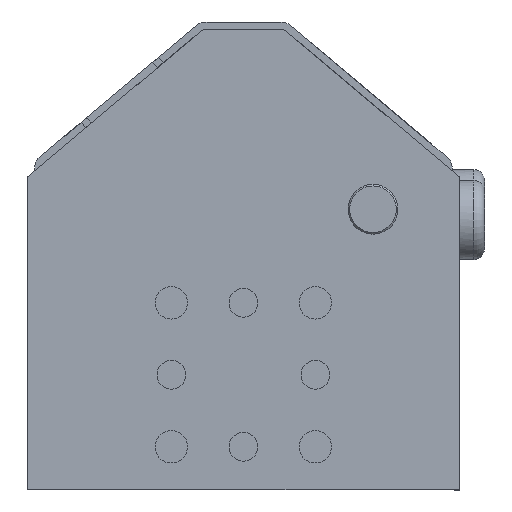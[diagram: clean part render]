
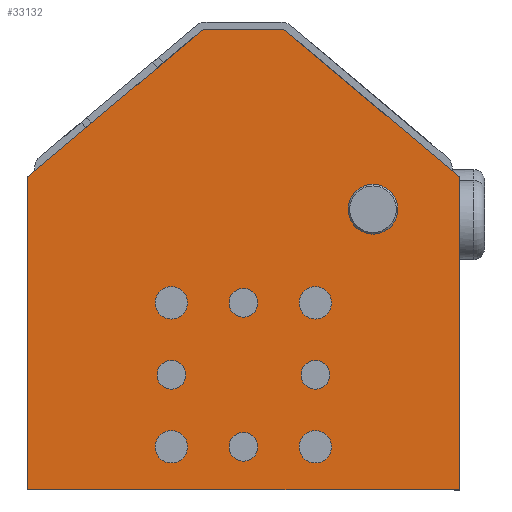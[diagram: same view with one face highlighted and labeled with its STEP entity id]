
A CAD part, left-side view. The second image highlights one B-rep face of the part: STEP entity #33132.
In plain terms, the highlighted face is planar.
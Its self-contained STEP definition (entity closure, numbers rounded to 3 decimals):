
#32330=CARTESIAN_POINT('',(140.,0.,27.));
#32331=VERTEX_POINT('',#32330);
#32332=CARTESIAN_POINT('',(140.,0.,25.));
#32333=DIRECTION('',(-1.0,0.0,0.0));
#32334=DIRECTION('',(0.0,0.0,-1.0));
#32335=AXIS2_PLACEMENT_3D('',#32332,#32333,#32334);
#32336=CIRCLE('',#32335,2.0);
#32337=EDGE_CURVE('',#32331,#32331,#32336,.T.);
#32358=CARTESIAN_POINT('',(140.,-10.,17.));
#32359=VERTEX_POINT('',#32358);
#32360=CARTESIAN_POINT('',(140.,-10.,15.));
#32361=DIRECTION('',(-1.0,0.0,0.0));
#32362=DIRECTION('',(0.0,0.0,-1.0));
#32363=AXIS2_PLACEMENT_3D('',#32360,#32361,#32362);
#32364=CIRCLE('',#32363,2.0);
#32365=EDGE_CURVE('',#32359,#32359,#32364,.T.);
#32386=CARTESIAN_POINT('',(140.,10.,17.));
#32387=VERTEX_POINT('',#32386);
#32388=CARTESIAN_POINT('',(140.,10.,15.));
#32389=DIRECTION('',(-1.0,0.0,0.0));
#32390=DIRECTION('',(0.0,0.0,-1.0));
#32391=AXIS2_PLACEMENT_3D('',#32388,#32389,#32390);
#32392=CIRCLE('',#32391,2.0);
#32393=EDGE_CURVE('',#32387,#32387,#32392,.T.);
#32414=CARTESIAN_POINT('',(140.,0.,7.));
#32415=VERTEX_POINT('',#32414);
#32416=CARTESIAN_POINT('',(140.,0.,5.));
#32417=DIRECTION('',(-1.0,0.0,0.0));
#32418=DIRECTION('',(0.0,0.0,-1.0));
#32419=AXIS2_PLACEMENT_3D('',#32416,#32417,#32418);
#32420=CIRCLE('',#32419,2.0);
#32421=EDGE_CURVE('',#32415,#32415,#32420,.T.);
#32490=CARTESIAN_POINT('',(140.,10.,7.25));
#32491=VERTEX_POINT('',#32490);
#32492=CARTESIAN_POINT('',(140.,10.,5.));
#32493=DIRECTION('',(-1.0,0.0,0.0));
#32494=DIRECTION('',(0.0,0.0,-1.0));
#32495=AXIS2_PLACEMENT_3D('',#32492,#32493,#32494);
#32496=CIRCLE('',#32495,2.25);
#32497=EDGE_CURVE('',#32491,#32491,#32496,.T.);
#32558=CARTESIAN_POINT('',(140.,-10.,27.25));
#32559=VERTEX_POINT('',#32558);
#32560=CARTESIAN_POINT('',(140.,-10.,25.));
#32561=DIRECTION('',(-1.0,0.0,0.0));
#32562=DIRECTION('',(0.0,0.0,-1.0));
#32563=AXIS2_PLACEMENT_3D('',#32560,#32561,#32562);
#32564=CIRCLE('',#32563,2.25);
#32565=EDGE_CURVE('',#32559,#32559,#32564,.T.);
#32626=CARTESIAN_POINT('',(140.,-10.,7.25));
#32627=VERTEX_POINT('',#32626);
#32628=CARTESIAN_POINT('',(140.,-10.,5.));
#32629=DIRECTION('',(-1.0,0.0,0.0));
#32630=DIRECTION('',(0.0,0.0,-1.0));
#32631=AXIS2_PLACEMENT_3D('',#32628,#32629,#32630);
#32632=CIRCLE('',#32631,2.25);
#32633=EDGE_CURVE('',#32627,#32627,#32632,.T.);
#32694=CARTESIAN_POINT('',(140.,10.,27.25));
#32695=VERTEX_POINT('',#32694);
#32696=CARTESIAN_POINT('',(140.,10.,25.));
#32697=DIRECTION('',(-1.0,0.0,0.0));
#32698=DIRECTION('',(0.0,0.0,-1.0));
#32699=AXIS2_PLACEMENT_3D('',#32696,#32697,#32698);
#32700=CIRCLE('',#32699,2.25);
#32701=EDGE_CURVE('',#32695,#32695,#32700,.T.);
#32725=CARTESIAN_POINT('',(140.,18.,41.459));
#32726=VERTEX_POINT('',#32725);
#32727=CARTESIAN_POINT('',(140.,18.,38.));
#32728=DIRECTION('',(-1.0,0.0,0.0));
#32729=DIRECTION('',(0.0,0.0,-1.0));
#32730=AXIS2_PLACEMENT_3D('',#32727,#32728,#32729);
#32731=CIRCLE('',#32730,3.459);
#32732=EDGE_CURVE('',#32726,#32726,#32731,.T.);
#32887=CARTESIAN_POINT('',(140.,-30.,-1.));
#32888=VERTEX_POINT('',#32887);
#32895=CARTESIAN_POINT('',(140.,-30.,42.492));
#32896=VERTEX_POINT('',#32895);
#32897=CARTESIAN_POINT('',(140.,-30.,-1.));
#32898=DIRECTION('',(0.0,0.0,1.0));
#32899=VECTOR('',#32898,43.492);
#32900=LINE('',#32897,#32899);
#32901=EDGE_CURVE('',#32888,#32896,#32900,.T.);
#33005=CARTESIAN_POINT('',(140.,30.,42.492));
#33006=VERTEX_POINT('',#33005);
#33013=CARTESIAN_POINT('',(140.,30.,-1.));
#33014=VERTEX_POINT('',#33013);
#33015=CARTESIAN_POINT('',(140.,30.,42.492));
#33016=DIRECTION('',(0.0,0.0,-1.0));
#33017=VECTOR('',#33016,43.492);
#33018=LINE('',#33015,#33017);
#33019=EDGE_CURVE('',#33006,#33014,#33018,.T.);
#33051=CARTESIAN_POINT('',(140.,5.56,63.));
#33052=VERTEX_POINT('',#33051);
#33059=CARTESIAN_POINT('',(140.,30.,42.492));
#33060=DIRECTION('',(0.,-0.766,0.643));
#33061=VECTOR('',#33060,31.905);
#33062=LINE('',#33059,#33061);
#33063=EDGE_CURVE('',#33006,#33052,#33062,.T.);
#33075=CARTESIAN_POINT('',(140.,0.,31.));
#33076=DIRECTION('',(-1.0,0.0,0.0));
#33077=DIRECTION('',(0.0,0.0,-1.0));
#33078=AXIS2_PLACEMENT_3D('',#33075,#33076,#33077);
#33079=PLANE('',#33078);
#33080=ORIENTED_EDGE('',*,*,#33063,.T.);
#33081=CARTESIAN_POINT('',(140.,-5.56,63.));
#33082=VERTEX_POINT('',#33081);
#33083=CARTESIAN_POINT('',(140.,-5.56,63.));
#33084=DIRECTION('',(0.0,1.0,0.0));
#33085=VECTOR('',#33084,11.119);
#33086=LINE('',#33083,#33085);
#33087=EDGE_CURVE('',#33082,#33052,#33086,.T.);
#33088=ORIENTED_EDGE('',*,*,#33087,.F.);
#33089=CARTESIAN_POINT('',(140.,-5.56,63.));
#33090=DIRECTION('',(0.,-0.766,-0.643));
#33091=VECTOR('',#33090,31.905);
#33092=LINE('',#33089,#33091);
#33093=EDGE_CURVE('',#33082,#32896,#33092,.T.);
#33094=ORIENTED_EDGE('',*,*,#33093,.T.);
#33095=ORIENTED_EDGE('',*,*,#32901,.F.);
#33096=CARTESIAN_POINT('',(140.,30.,-1.));
#33097=DIRECTION('',(0.0,-1.0,0.0));
#33098=VECTOR('',#33097,60.0);
#33099=LINE('',#33096,#33098);
#33100=EDGE_CURVE('',#33014,#32888,#33099,.T.);
#33101=ORIENTED_EDGE('',*,*,#33100,.F.);
#33102=ORIENTED_EDGE('',*,*,#33019,.F.);
#33103=EDGE_LOOP('',(#33080,#33088,#33094,#33095,#33101,#33102));
#33104=FACE_OUTER_BOUND('',#33103,.T.);
#33105=ORIENTED_EDGE('',*,*,#32337,.T.);
#33106=EDGE_LOOP('',(#33105));
#33107=FACE_BOUND('',#33106,.T.);
#33108=ORIENTED_EDGE('',*,*,#32365,.T.);
#33109=EDGE_LOOP('',(#33108));
#33110=FACE_BOUND('',#33109,.T.);
#33111=ORIENTED_EDGE('',*,*,#32393,.T.);
#33112=EDGE_LOOP('',(#33111));
#33113=FACE_BOUND('',#33112,.T.);
#33114=ORIENTED_EDGE('',*,*,#32421,.T.);
#33115=EDGE_LOOP('',(#33114));
#33116=FACE_BOUND('',#33115,.T.);
#33117=ORIENTED_EDGE('',*,*,#32497,.T.);
#33118=EDGE_LOOP('',(#33117));
#33119=FACE_BOUND('',#33118,.T.);
#33120=ORIENTED_EDGE('',*,*,#32565,.T.);
#33121=EDGE_LOOP('',(#33120));
#33122=FACE_BOUND('',#33121,.T.);
#33123=ORIENTED_EDGE('',*,*,#32633,.T.);
#33124=EDGE_LOOP('',(#33123));
#33125=FACE_BOUND('',#33124,.T.);
#33126=ORIENTED_EDGE('',*,*,#32701,.T.);
#33127=EDGE_LOOP('',(#33126));
#33128=FACE_BOUND('',#33127,.T.);
#33129=ORIENTED_EDGE('',*,*,#32732,.T.);
#33130=EDGE_LOOP('',(#33129));
#33131=FACE_BOUND('',#33130,.T.);
#33132=ADVANCED_FACE('',(#33104,#33107,#33110,#33113,#33116,#33119,#33122,#33125,#33128,#33131),#33079,.F.);
